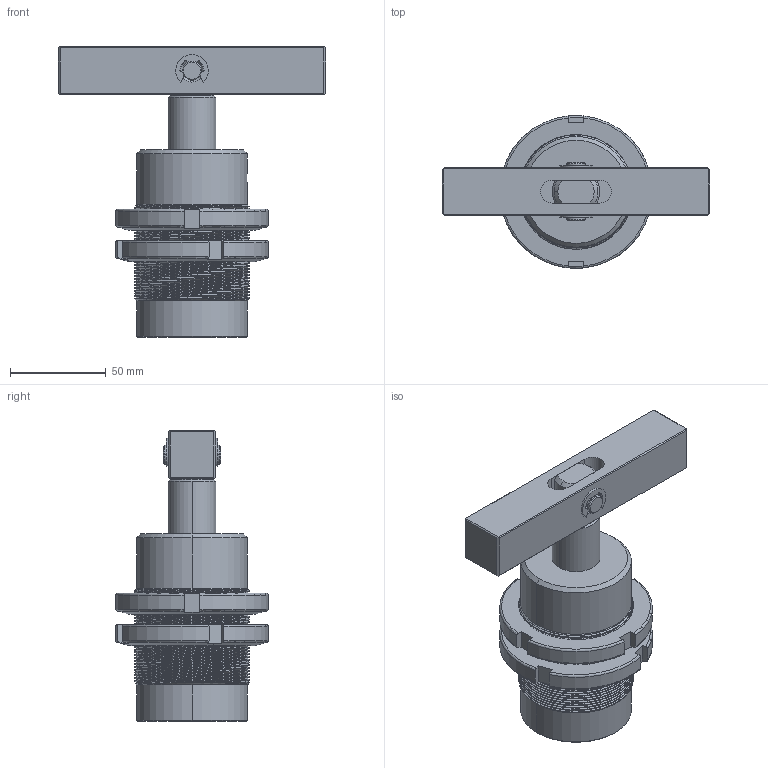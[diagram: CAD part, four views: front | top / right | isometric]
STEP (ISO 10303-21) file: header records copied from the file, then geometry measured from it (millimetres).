
FILE_DESCRIPTION (( 'STEP AP214' ), '1' );
FILE_NAME ('NDT-40A.STEP', '2018-08-27T07:43:52', ( 'Windows' ), ( 'Microsoft' ), 'SwSTEP 2.0', 'SolidWorks 2015', '' );
FILE_SCHEMA (( 'AUTOMOTIVE_DESIGN' ));
Length unit declared in the file: millimetre
Products named in the file (6): 埴蹟譫-40; 揤旋-40-2; 种粣-40; 縐銅え; NDT-40A掛极; NDT-40A
Assembly tree (7 placements, depth 2):
  NDT-40A
    NDT-40A掛极
    縐銅え  x2
    种粣-40
    揤旋-40-2
    埴蹟譫-40  x2
Bounding box: 140 x 79.88 x 152 mm (x, y, z)
Volume: 408840.3 mm3; surface area: 69715.2 mm2
Topology: 7 solids, 7 shells, 278 faces, 742 edges, 483 vertices
Faces by surface type: cylinder 151, plane 81, cone 26, torus 16, bspline 4
Entity records: 13032 total; most frequent: CARTESIAN_POINT 7636, ORIENTED_EDGE 1196, DIRECTION 976, EDGE_CURVE 598, VERTEX_POINT 387, AXIS2_PLACEMENT_3D 361, LINE 254, VECTOR 254
